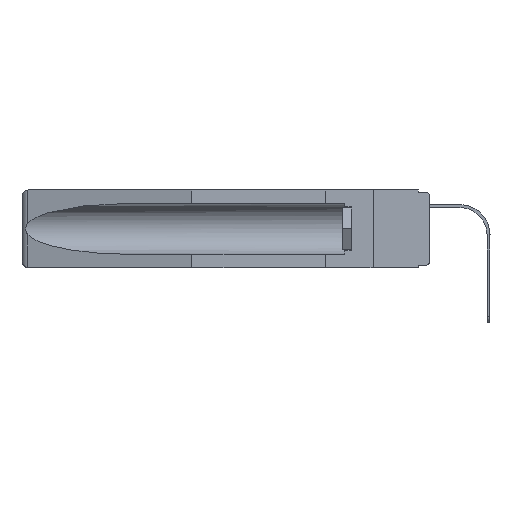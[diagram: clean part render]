
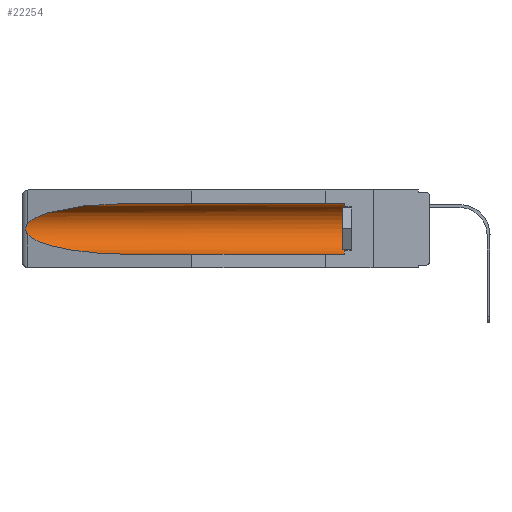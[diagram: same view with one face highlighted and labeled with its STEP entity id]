
A CAD part, left-side view. The second image highlights one B-rep face of the part: STEP entity #22254.
In plain terms, the highlighted cylindrical face has radius 2.857 mm (diameter 5.715 mm), a partial arc.
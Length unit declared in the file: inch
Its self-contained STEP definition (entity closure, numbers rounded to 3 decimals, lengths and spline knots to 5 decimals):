
#349 = VERTEX_POINT ( 'NONE', #24133 ) ;
#894 = CARTESIAN_POINT ( 'NONE',  ( 0.155, 1.07973, -0.059 ) ) ;
#974 = CARTESIAN_POINT ( 'NONE',  ( 0.2675, 1.53308, -0.16763 ) ) ;
#1033 = VECTOR ( 'NONE', #10097, 39.37008 ) ;
#1077 = ORIENTED_EDGE ( 'NONE', *, *, #15124, .T. ) ;
#1757 = EDGE_LOOP ( 'NONE', ( #20396, #12238, #2012, #13620, #21222, #1077 ) ) ;
#2012 = ORIENTED_EDGE ( 'NONE', *, *, #16612, .T. ) ;
#2361 = EDGE_CURVE ( 'NONE', #5736, #349, #19138, .T. ) ;
#2903 = DIRECTION ( 'NONE',  ( 0., -1., 0. ) ) ;
#3006 = LINE ( 'NONE', #17919, #1033 ) ;
#3048 = VERTEX_POINT ( 'NONE', #15839 ) ;
#4719 = CARTESIAN_POINT ( 'NONE',  ( 0.26537, 1.52718, -0.14972 ) ) ;
#5736 = VERTEX_POINT ( 'NONE', #11713 ) ;
#5863 = CARTESIAN_POINT ( 'NONE',  ( 0.21114, 1.30732, -0.284 ) ) ;
#6207 = CARTESIAN_POINT ( 'NONE',  ( 0.26655, 1.53094, -0.18657 ) ) ;
#6582 = CARTESIAN_POINT ( 'NONE',  ( 0.26654, 1.53092, -0.15636 ) ) ;
#7707 = CYLINDRICAL_SURFACE ( 'NONE', #17094, 0.1125 ) ;
#7776 = CARTESIAN_POINT ( 'NONE',  ( 0.26537, 1.52718, -0.19328 ) ) ;
#7871 =( BOUNDED_CURVE ( )  B_SPLINE_CURVE ( 3, ( #15783, #23435, #5863, #9614 ),
 .UNSPECIFIED., .F., .F. ) 
 B_SPLINE_CURVE_WITH_KNOTS ( ( 4, 4 ),
 ( 0.1948, 1.5708 ),
 .UNSPECIFIED. ) 
 CURVE ( )  GEOMETRIC_REPRESENTATION_ITEM ( )  RATIONAL_B_SPLINE_CURVE ( ( 1., 0.848, 0.848, 1. ) ) 
 REPRESENTATION_ITEM ( '' )  );
#8244 = LINE ( 'NONE', #15927, #19999 ) ;
#8320 = CARTESIAN_POINT ( 'NONE',  ( 0.2673, 1.5327, -0.16383 ) ) ;
#8540 = AXIS2_PLACEMENT_3D ( 'NONE', #16925, #2903, #12934 ) ;
#8552 = VERTEX_POINT ( 'NONE', #14482 ) ;
#8617 = DIRECTION ( 'NONE',  ( 0., 1., 0. ) ) ;
#9268 = EDGE_CURVE ( 'NONE', #349, #10031, #10763, .T. ) ;
#9355 = CIRCLE ( 'NONE', #8540, 0.1125 ) ;
#9614 = CARTESIAN_POINT ( 'NONE',  ( 0.155, 1.07973, -0.284 ) ) ;
#10031 = VERTEX_POINT ( 'NONE', #7776 ) ;
#10097 = DIRECTION ( 'NONE',  ( 0., 1., 0. ) ) ;
#10733 = CARTESIAN_POINT ( 'NONE',  ( 0.21114, 1.30732, -0.059 ) ) ;
#10763 = B_SPLINE_CURVE_WITH_KNOTS ( 'NONE', 3,
 ( #4719, #12285, #6582, #8320, #974, #15638, #21644, #6207, #12040, #23285 ),
 .UNSPECIFIED., .F., .F.,
 ( 4, 2, 2, 2, 4 ),
 ( 0., 0.00029, 0.00058, 0.00087, 0.00117 ),
 .UNSPECIFIED. ) ;
#11713 = CARTESIAN_POINT ( 'NONE',  ( 0.155, 1.07973, -0.059 ) ) ;
#12040 = CARTESIAN_POINT ( 'NONE',  ( 0.26597, 1.5296, -0.19026 ) ) ;
#12238 = ORIENTED_EDGE ( 'NONE', *, *, #9268, .T. ) ;
#12285 = CARTESIAN_POINT ( 'NONE',  ( 0.26597, 1.52961, -0.15275 ) ) ;
#12934 = DIRECTION ( 'NONE',  ( 0., 0., 1. ) ) ;
#13620 = ORIENTED_EDGE ( 'NONE', *, *, #16258, .F. ) ;
#14482 = CARTESIAN_POINT ( 'NONE',  ( 0.155, 0.126, -0.284 ) ) ;
#14906 = DIRECTION ( 'NONE',  ( 0., 0., 1. ) ) ;
#15124 = EDGE_CURVE ( 'NONE', #3048, #5736, #3006, .T. ) ;
#15147 = DIRECTION ( 'NONE',  ( 0., 1., 0. ) ) ;
#15638 = CARTESIAN_POINT ( 'NONE',  ( 0.2675, 1.53308, -0.17534 ) ) ;
#15783 = CARTESIAN_POINT ( 'NONE',  ( 0.26537, 1.52718, -0.19328 ) ) ;
#15839 = CARTESIAN_POINT ( 'NONE',  ( 0.155, 0.126, -0.059 ) ) ;
#15927 = CARTESIAN_POINT ( 'NONE',  ( 0.155, -0.30754, -0.284 ) ) ;
#16258 = EDGE_CURVE ( 'NONE', #8552, #21196, #8244, .T. ) ;
#16612 = EDGE_CURVE ( 'NONE', #10031, #21196, #7871, .T. ) ;
#16786 = FACE_OUTER_BOUND ( 'NONE', #1757, .T. ) ;
#16925 = CARTESIAN_POINT ( 'NONE',  ( 0.155, 0.126, -0.1715 ) ) ;
#17094 = AXIS2_PLACEMENT_3D ( 'NONE', #22906, #15147, #14906 ) ;
#17919 = CARTESIAN_POINT ( 'NONE',  ( 0.155, -0.30754, -0.059 ) ) ;
#18321 = CARTESIAN_POINT ( 'NONE',  ( 0.26537, 1.52718, -0.14972 ) ) ;
#19138 =( BOUNDED_CURVE ( )  B_SPLINE_CURVE ( 3, ( #894, #10733, #23835, #18321 ),
 .UNSPECIFIED., .F., .F. ) 
 B_SPLINE_CURVE_WITH_KNOTS ( ( 4, 4 ),
 ( 4.71239, 6.08839 ),
 .UNSPECIFIED. ) 
 CURVE ( )  GEOMETRIC_REPRESENTATION_ITEM ( )  RATIONAL_B_SPLINE_CURVE ( ( 1., 0.848, 0.848, 1. ) ) 
 REPRESENTATION_ITEM ( '' )  );
#19380 = EDGE_CURVE ( 'NONE', #8552, #3048, #9355, .T. ) ;
#19999 = VECTOR ( 'NONE', #8617, 39.37008 ) ;
#20396 = ORIENTED_EDGE ( 'NONE', *, *, #2361, .T. ) ;
#21196 = VERTEX_POINT ( 'NONE', #21845 ) ;
#21222 = ORIENTED_EDGE ( 'NONE', *, *, #19380, .T. ) ;
#21644 = CARTESIAN_POINT ( 'NONE',  ( 0.2673, 1.53269, -0.17917 ) ) ;
#21845 = CARTESIAN_POINT ( 'NONE',  ( 0.155, 1.07973, -0.284 ) ) ;
#22254 = ADVANCED_FACE ( 'NONE', ( #16786 ), #7707, .F. ) ;
#22906 = CARTESIAN_POINT ( 'NONE',  ( 0.155, -0.30754, -0.1715 ) ) ;
#23285 = CARTESIAN_POINT ( 'NONE',  ( 0.26537, 1.52718, -0.19328 ) ) ;
#23435 = CARTESIAN_POINT ( 'NONE',  ( 0.25451, 1.48313, -0.24835 ) ) ;
#23835 = CARTESIAN_POINT ( 'NONE',  ( 0.25451, 1.48313, -0.09465 ) ) ;
#24133 = CARTESIAN_POINT ( 'NONE',  ( 0.26537, 1.52718, -0.14972 ) ) ;
